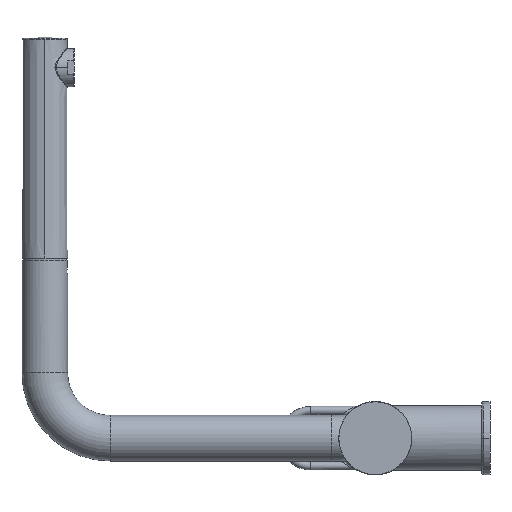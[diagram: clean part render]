
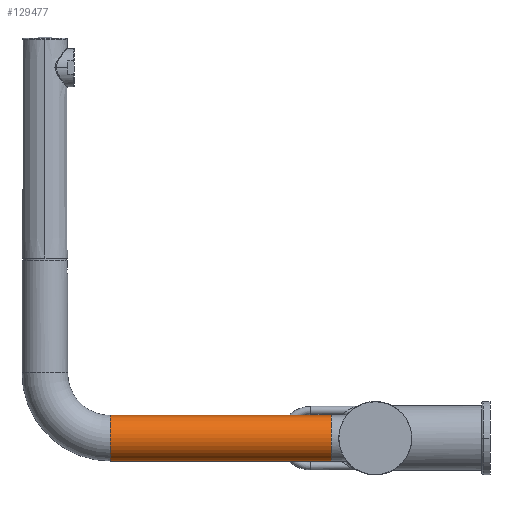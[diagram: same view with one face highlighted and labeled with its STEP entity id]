
A CAD part, left-side view. The second image highlights one B-rep face of the part: STEP entity #129477.
In plain terms, the highlighted cylindrical face has radius 14 mm (diameter 28 mm), a partial arc.
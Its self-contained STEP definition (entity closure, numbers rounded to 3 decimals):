
#74293=CARTESIAN_POINT('',(0.,162.65,0.));
#74294=DIRECTION('',(0.,1.,0.));
#74295=DIRECTION('',(0.,0.,-1.));
#74296=AXIS2_PLACEMENT_3D('',#74293,#74294,#74295);
#74303=DIRECTION('',(0.,1.,0.));
#74304=VECTOR('',#74303,135.8);
#74305=CARTESIAN_POINT('',(0.,26.85,-14.));
#74306=LINE('',#74305,#74304);
#74322=CARTESIAN_POINT('',(0.,26.85,0.));
#74323=DIRECTION('',(0.,1.,0.));
#74324=DIRECTION('',(0.,0.,-1.));
#74325=AXIS2_PLACEMENT_3D('',#74322,#74323,#74324);
#77987=DIRECTION('',(0.,1.,0.));
#77988=VECTOR('',#77987,135.8);
#77989=CARTESIAN_POINT('',(0.,26.85,14.));
#77990=LINE('',#77989,#77988);
#97830=CARTESIAN_POINT('',(0.,162.65,14.));
#97831=CARTESIAN_POINT('',(0.,162.65,-14.));
#97832=VERTEX_POINT('',#97830);
#97833=VERTEX_POINT('',#97831);
#97882=CARTESIAN_POINT('',(0.,26.85,14.));
#97883=CARTESIAN_POINT('',(0.,26.85,-14.));
#97884=VERTEX_POINT('',#97882);
#97885=VERTEX_POINT('',#97883);
#129463=CARTESIAN_POINT('',(0.,26.85,0.));
#129464=DIRECTION('',(0.,1.,0.));
#129465=DIRECTION('',(0.,0.,1.));
#129466=AXIS2_PLACEMENT_3D('',#129463,#129464,#129465);
#129467=CYLINDRICAL_SURFACE('',#129466,14.);
#129469=ORIENTED_EDGE('',*,*,#129468,.F.);
#129471=ORIENTED_EDGE('',*,*,#129470,.T.);
#129472=ORIENTED_EDGE('',*,*,#129446,.T.);
#129474=ORIENTED_EDGE('',*,*,#129473,.F.);
#129475=EDGE_LOOP('',(#129469,#129471,#129472,#129474));
#129476=FACE_OUTER_BOUND('',#129475,.F.);
#129477=ADVANCED_FACE('',(#129476),#129467,.T.);
#74297=CIRCLE('',#74296,14.);
#74326=CIRCLE('',#74325,14.);
#129446=EDGE_CURVE('',#97833,#97832,#74297,.T.);
#129468=EDGE_CURVE('',#97885,#97884,#74326,.T.);
#129470=EDGE_CURVE('',#97885,#97833,#74306,.T.);
#129473=EDGE_CURVE('',#97884,#97832,#77990,.T.);
